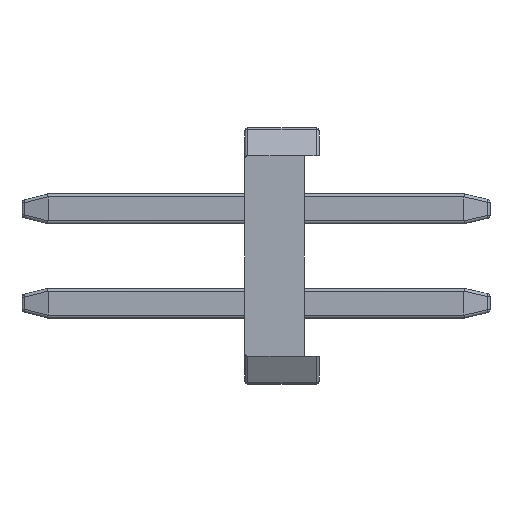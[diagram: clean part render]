
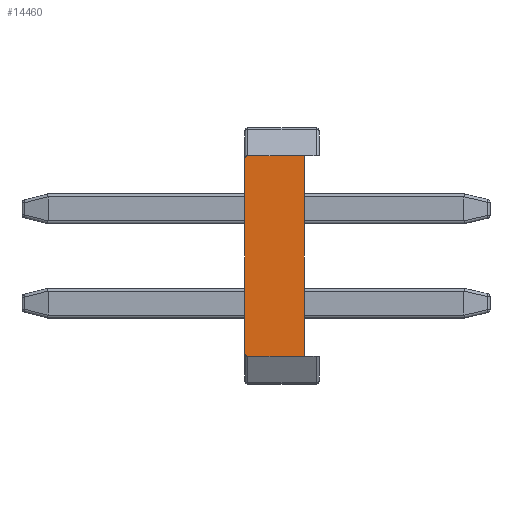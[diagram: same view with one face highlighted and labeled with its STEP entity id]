
A CAD part, left-side view. The second image highlights one B-rep face of the part: STEP entity #14460.
In plain terms, the highlighted planar face has unit normal (-1, 0, 0).
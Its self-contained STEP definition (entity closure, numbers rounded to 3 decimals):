
#246 = CARTESIAN_POINT ( 'NONE',  ( -3.175, -0.3, -1.35 ) ) ;
#680 = VERTEX_POINT ( 'NONE', #14126 ) ;
#866 = VERTEX_POINT ( 'NONE', #6529 ) ;
#1064 = VECTOR ( 'NONE', #5094, 1000. ) ;
#1148 = EDGE_CURVE ( 'NONE', #14271, #680, #3884, .T. ) ;
#1526 = LINE ( 'NONE', #246, #1902 ) ;
#1654 = CARTESIAN_POINT ( 'NONE',  ( -3.175, 0.5, -1.31 ) ) ;
#1902 = VECTOR ( 'NONE', #12628, 1000. ) ;
#1925 = ORIENTED_EDGE ( 'NONE', *, *, #13933, .T. ) ;
#2417 = DIRECTION ( 'NONE',  ( 0., -1., 0. ) ) ;
#2450 = EDGE_CURVE ( 'NONE', #6338, #6549, #1526, .T. ) ;
#2557 = ORIENTED_EDGE ( 'NONE', *, *, #2450, .F. ) ;
#2860 = EDGE_CURVE ( 'NONE', #866, #6338, #10863, .T. ) ;
#2956 = DIRECTION ( 'NONE',  ( -1., 0., 0. ) ) ;
#3165 = DIRECTION ( 'NONE',  ( 1., 0., 0. ) ) ;
#3216 = PLANE ( 'NONE',  #14668 ) ;
#3884 = LINE ( 'NONE', #13458, #1064 ) ;
#4762 = CARTESIAN_POINT ( 'NONE',  ( -3.175, 0.5, 1.35 ) ) ;
#5085 = CARTESIAN_POINT ( 'NONE',  ( -3.175, 0.46, -1.35 ) ) ;
#5094 = DIRECTION ( 'NONE',  ( 0., 0., 1. ) ) ;
#5646 = DIRECTION ( 'NONE',  ( 0., 0., -1. ) ) ;
#6338 = VERTEX_POINT ( 'NONE', #7270 ) ;
#6459 = CARTESIAN_POINT ( 'NONE',  ( -3.175, 0.5, -1.35 ) ) ;
#6529 = CARTESIAN_POINT ( 'NONE',  ( -3.175, 0.46, 1.35 ) ) ;
#6549 = VERTEX_POINT ( 'NONE', #14575 ) ;
#6906 = VECTOR ( 'NONE', #2417, 1000. ) ;
#6999 = DIRECTION ( 'NONE',  ( -1., 0., 0. ) ) ;
#7015 = ORIENTED_EDGE ( 'NONE', *, *, #1148, .F. ) ;
#7042 = LINE ( 'NONE', #6459, #12301 ) ;
#7270 = CARTESIAN_POINT ( 'NONE',  ( -3.175, -0.3, 1.35 ) ) ;
#7596 = EDGE_CURVE ( 'NONE', #866, #680, #10036, .T. ) ;
#8417 = CIRCLE ( 'NONE', #9650, 0.04 ) ;
#9568 = ORIENTED_EDGE ( 'NONE', *, *, #2860, .F. ) ;
#9650 = AXIS2_PLACEMENT_3D ( 'NONE', #14192, #6999, #15398 ) ;
#10036 = CIRCLE ( 'NONE', #11554, 0.04 ) ;
#10150 = CARTESIAN_POINT ( 'NONE',  ( -3.175, 0.46, 1.31 ) ) ;
#10863 = LINE ( 'NONE', #4762, #6906 ) ;
#11157 = EDGE_LOOP ( 'NONE', ( #9568, #14782, #7015, #1925, #13329, #2557 ) ) ;
#11198 = FACE_OUTER_BOUND ( 'NONE', #11157, .T. ) ;
#11343 = DIRECTION ( 'NONE',  ( 0., 0., -1. ) ) ;
#11554 = AXIS2_PLACEMENT_3D ( 'NONE', #10150, #2956, #11343 ) ;
#12301 = VECTOR ( 'NONE', #13632, 1000. ) ;
#12560 = VERTEX_POINT ( 'NONE', #5085 ) ;
#12628 = DIRECTION ( 'NONE',  ( 0., 0., -1. ) ) ;
#13329 = ORIENTED_EDGE ( 'NONE', *, *, #14756, .T. ) ;
#13458 = CARTESIAN_POINT ( 'NONE',  ( -3.175, 0.5, -1.35 ) ) ;
#13632 = DIRECTION ( 'NONE',  ( 0., -1., 0. ) ) ;
#13933 = EDGE_CURVE ( 'NONE', #14271, #12560, #8417, .T. ) ;
#13971 = CARTESIAN_POINT ( 'NONE',  ( -3.175, 0.5, -1.35 ) ) ;
#14126 = CARTESIAN_POINT ( 'NONE',  ( -3.175, 0.5, 1.31 ) ) ;
#14192 = CARTESIAN_POINT ( 'NONE',  ( -3.175, 0.46, -1.31 ) ) ;
#14271 = VERTEX_POINT ( 'NONE', #1654 ) ;
#14460 = ADVANCED_FACE ( 'NONE', ( #11198 ), #3216, .F. ) ;
#14575 = CARTESIAN_POINT ( 'NONE',  ( -3.175, -0.3, -1.35 ) ) ;
#14668 = AXIS2_PLACEMENT_3D ( 'NONE', #13971, #3165, #5646 ) ;
#14756 = EDGE_CURVE ( 'NONE', #12560, #6549, #7042, .T. ) ;
#14782 = ORIENTED_EDGE ( 'NONE', *, *, #7596, .T. ) ;
#15398 = DIRECTION ( 'NONE',  ( 0., 0., -1. ) ) ;
